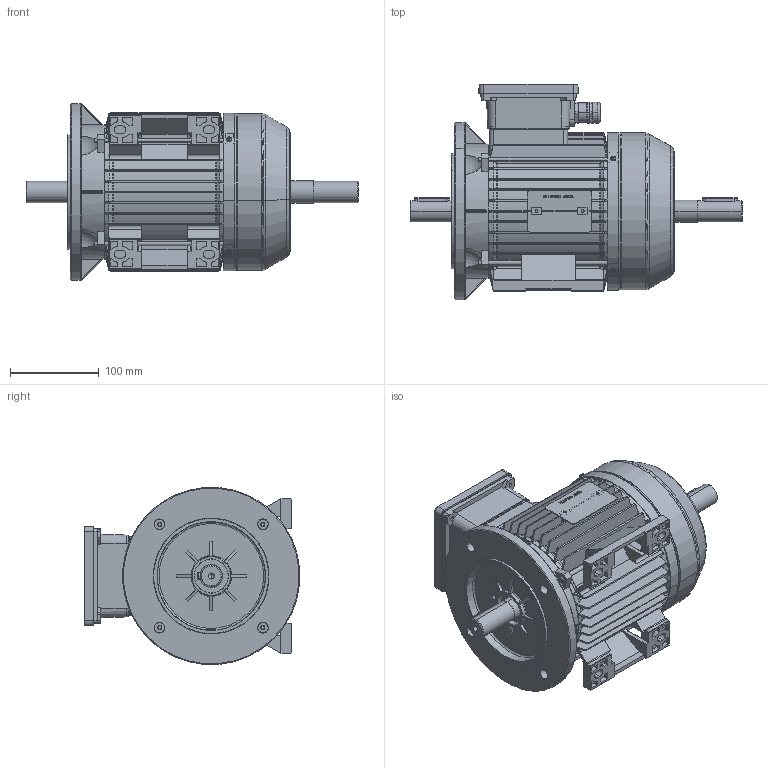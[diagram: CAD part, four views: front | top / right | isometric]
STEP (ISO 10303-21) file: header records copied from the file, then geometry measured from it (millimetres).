
FILE_DESCRIPTION (( 'STEP AP214' ), '1' );
FILE_NAME ('FCAP 90S-B3 B5-IC411-2-4-6-8 POLES-TB TOP-DOUBLE SHAFT.STEP', '2024-09-20T07:26:09', ( '' ), ( '' ), 'SwSTEP 2.0', 'SolidWorks 2024', '' );
FILE_SCHEMA (( 'AUTOMOTIVE_DESIGN' ));
Length unit declared in the file: millimetre
Products named in the file (16): PRESSACAVO M20; FCAP 90S-B3 B5-IC411-2-4-6-8 POLES-TB TOP-DOUBLE SHAFT; Coperchio scatola morsetti 90; Copriventola 90; Albero C-FC90S; Targhetta motore_LAMIERA ALLUMINIO; Flangia FC90 B3B5_Cuscinetto_6205; Guarnizione scatola-motore 90; Scudo C90 Ant. e Post.; Ventola 90; parallel_din_Parallel key A8 x 7 x 40 DIN 6885; Carcassa C90S-B3-bas-sup; pan head cross recess screw_iso_ISO 7045 - M3 x 10 - Z --- 10C; Guarnizione scatola-coperchio 90; Coprimorsettiera 90_STANDARD DEFINITIVO-1 FORO CENTRALE M20; Tirante 90S - B14_90L B5
Assembly tree (23 placements, depth 2):
  FCAP 90S-B3 B5-IC411-2-4-6-8 POLES-TB TOP-DOUBLE SHAFT
    Albero C-FC90S  x2
    Scudo C90 Ant. e Post.
    Flangia FC90 B3B5_Cuscinetto_6205
    Ventola 90
    Copriventola 90
    parallel_din_Parallel key A8 x 7 x 40 DIN 6885  x2
    pan head cross recess screw_iso_ISO 7045 - M3 x 10 - Z --- 10C  x4
    Tirante 90S - B14_90L B5  x4
    Targhetta motore_LAMIERA ALLUMINIO
    PRESSACAVO M20
    Guarnizione scatola-coperchio 90
    Carcassa C90S-B3-bas-sup
    Guarnizione scatola-motore 90
    Coprimorsettiera 90_STANDARD DEFINITIVO-1 FORO CENTRALE M20
    Coperchio scatola morsetti 90
Bounding box: 374 x 242.62 x 199.24 mm (x, y, z)
Volume: 1535962.4 mm3; surface area: 837877.8 mm2
Topology: 23 solids, 24 shells, 3959 faces, 10654 edges, 6692 vertices
Faces by surface type: plane 1634, cylinder 929, cone 474, bspline 470, torus 438, sphere 14
Entity records: 140366 total; most frequent: CARTESIAN_POINT 49888, ORIENTED_EDGE 20088, DIRECTION 17273, EDGE_CURVE 10044, VERTEX_POINT 6385, AXIS2_PLACEMENT_3D 6259, VECTOR 4755, LINE 4755
